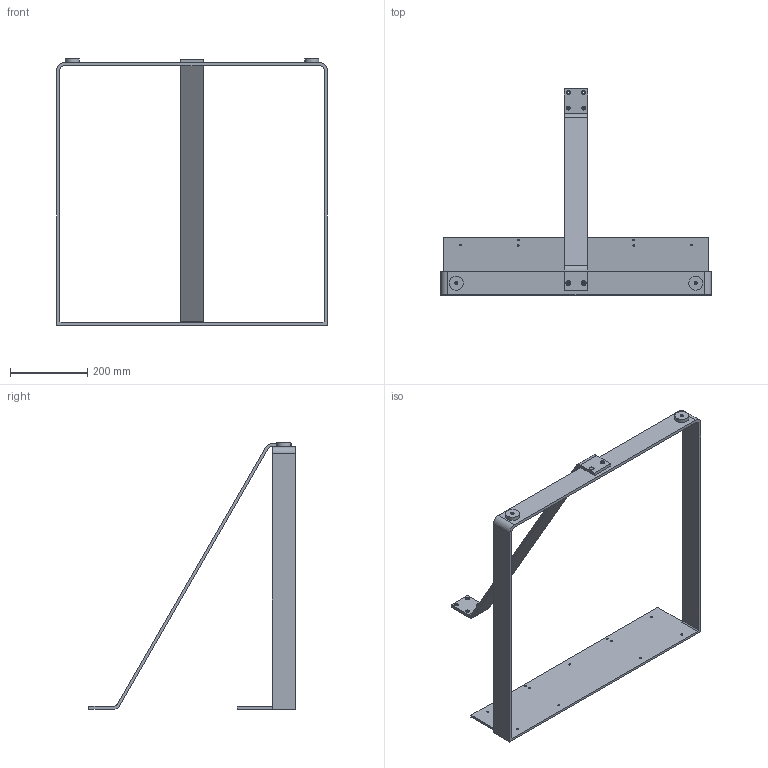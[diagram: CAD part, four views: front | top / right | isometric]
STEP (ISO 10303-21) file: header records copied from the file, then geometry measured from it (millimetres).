
FILE_DESCRIPTION(('STEP AP214'),'1');
FILE_NAME('3033073 EBB Kufe Edelstahl.stp','2025-08-04T11:43:55',(' '),(' '),'Spatial InterOp 3D',' ',' ');
FILE_SCHEMA(('AUTOMOTIVE_DESIGN { 1 0 10303 214 1 1 1 1 }'));
Length unit declared in the file: millimetre
Products named in the file (1): 2024-02-12_Ansatztisch_3033088
Bounding box: 700 x 534.62 x 690.33 mm (x, y, z)
Volume: 2046809.8 mm3; surface area: 617807.4 mm2
Topology: 1 solids, 1 shells, 142 faces, 333 edges, 206 vertices
Faces by surface type: plane 87, cylinder 35, cone 20
Full cylindrical faces by diameter (mm): 4.917 x6, 5 x7, 5.5 x4, 6.5 x2, 8 x2, 8.5 x2, 12.5 x2, 36 x2
Entity records: 5016 total; most frequent: CARTESIAN_POINT 791, DIRECTION 612, ORIENTED_EDGE 572, EDGE_CURVE 286, AXIS2_PLACEMENT_3D 231, EDGE_LOOP 222, VERTEX_POINT 194, LINE 150
